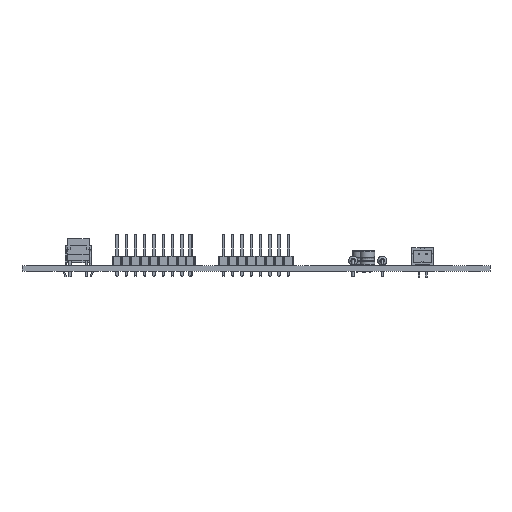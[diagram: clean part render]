
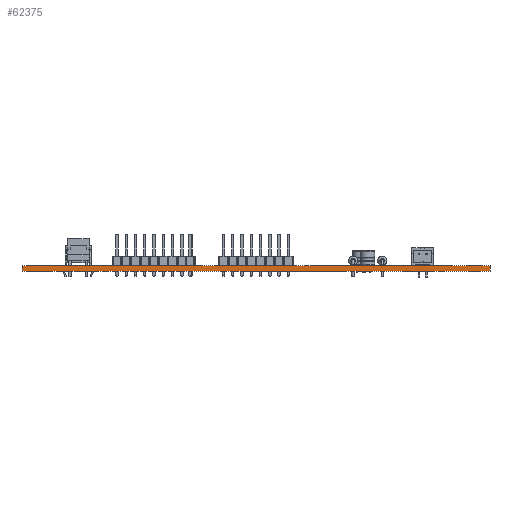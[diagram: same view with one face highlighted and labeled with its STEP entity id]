
A CAD part, front view. The second image highlights one B-rep face of the part: STEP entity #62375.
In plain terms, the highlighted planar face has unit normal (0, -1, 0).
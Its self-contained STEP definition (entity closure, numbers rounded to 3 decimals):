
#62375 = ADVANCED_FACE('',(#62376),#62410,.T.);
#62376 = FACE_BOUND('',#62377,.T.);
#62377 = EDGE_LOOP('',(#62378,#62388,#62396,#62404));
#62378 = ORIENTED_EDGE('',*,*,#62379,.T.);
#62379 = EDGE_CURVE('',#62380,#62382,#62384,.T.);
#62380 = VERTEX_POINT('',#62381);
#62381 = CARTESIAN_POINT('',(64.1,-40.1,0.));
#62382 = VERTEX_POINT('',#62383);
#62383 = CARTESIAN_POINT('',(64.1,-40.1,1.51));
#62384 = LINE('',#62385,#62386);
#62385 = CARTESIAN_POINT('',(64.1,-40.1,0.));
#62386 = VECTOR('',#62387,1.);
#62387 = DIRECTION('',(0.,0.,1.));
#62388 = ORIENTED_EDGE('',*,*,#62389,.T.);
#62389 = EDGE_CURVE('',#62382,#62390,#62392,.T.);
#62390 = VERTEX_POINT('',#62391);
#62391 = CARTESIAN_POINT('',(-64.1,-40.1,1.51));
#62392 = LINE('',#62393,#62394);
#62393 = CARTESIAN_POINT('',(64.1,-40.1,1.51));
#62394 = VECTOR('',#62395,1.);
#62395 = DIRECTION('',(-1.,0.,0.));
#62396 = ORIENTED_EDGE('',*,*,#62397,.F.);
#62397 = EDGE_CURVE('',#62398,#62390,#62400,.T.);
#62398 = VERTEX_POINT('',#62399);
#62399 = CARTESIAN_POINT('',(-64.1,-40.1,0.));
#62400 = LINE('',#62401,#62402);
#62401 = CARTESIAN_POINT('',(-64.1,-40.1,0.));
#62402 = VECTOR('',#62403,1.);
#62403 = DIRECTION('',(0.,0.,1.));
#62404 = ORIENTED_EDGE('',*,*,#62405,.F.);
#62405 = EDGE_CURVE('',#62380,#62398,#62406,.T.);
#62406 = LINE('',#62407,#62408);
#62407 = CARTESIAN_POINT('',(64.1,-40.1,0.));
#62408 = VECTOR('',#62409,1.);
#62409 = DIRECTION('',(-1.,0.,0.));
#62410 = PLANE('',#62411);
#62411 = AXIS2_PLACEMENT_3D('',#62412,#62413,#62414);
#62412 = CARTESIAN_POINT('',(64.1,-40.1,0.));
#62413 = DIRECTION('',(0.,-1.,0.));
#62414 = DIRECTION('',(-1.,0.,0.));
